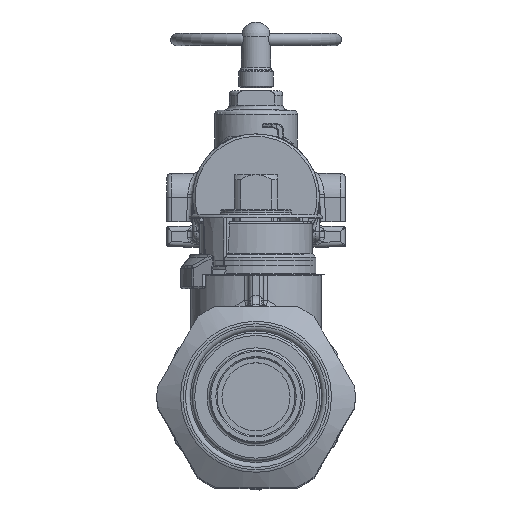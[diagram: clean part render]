
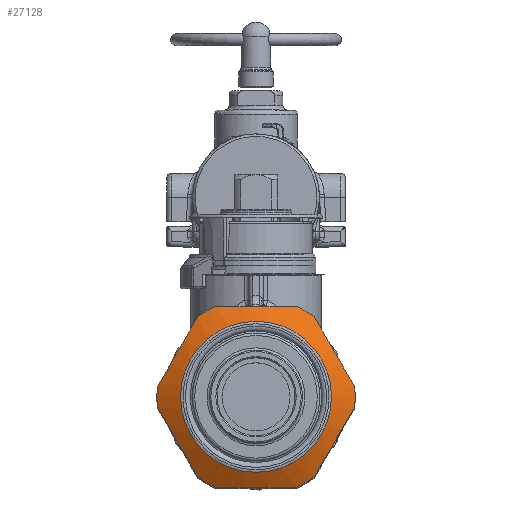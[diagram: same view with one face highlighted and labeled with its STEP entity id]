
A CAD part, top view. The second image highlights one B-rep face of the part: STEP entity #27128.
In plain terms, the highlighted conical face has half-angle 60 degrees and reference radius 17.78 mm.
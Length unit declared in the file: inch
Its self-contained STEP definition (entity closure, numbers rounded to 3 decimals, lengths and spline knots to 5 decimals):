
#70=(
BOUNDED_CURVE()
B_SPLINE_CURVE(2,(#121886,#121887,#121888),.UNSPECIFIED.,.F.,.F.)
B_SPLINE_CURVE_WITH_KNOTS((3,3),(0.,1.67512),.UNSPECIFIED.)
CURVE()
GEOMETRIC_REPRESENTATION_ITEM()
RATIONAL_B_SPLINE_CURVE((1.,1.096,1.))
REPRESENTATION_ITEM('')
);
#71=(
BOUNDED_CURVE()
B_SPLINE_CURVE(2,(#121892,#121893,#121894),.UNSPECIFIED.,.F.,.F.)
B_SPLINE_CURVE_WITH_KNOTS((3,3),(0.,1.67512),.UNSPECIFIED.)
CURVE()
GEOMETRIC_REPRESENTATION_ITEM()
RATIONAL_B_SPLINE_CURVE((1.,1.096,1.))
REPRESENTATION_ITEM('')
);
#72=(
BOUNDED_CURVE()
B_SPLINE_CURVE(2,(#121898,#121899,#121900),.UNSPECIFIED.,.F.,.F.)
B_SPLINE_CURVE_WITH_KNOTS((3,3),(0.,1.67512),.UNSPECIFIED.)
CURVE()
GEOMETRIC_REPRESENTATION_ITEM()
RATIONAL_B_SPLINE_CURVE((1.,1.096,1.))
REPRESENTATION_ITEM('')
);
#73=(
BOUNDED_CURVE()
B_SPLINE_CURVE(2,(#121904,#121905,#121906),.UNSPECIFIED.,.F.,.F.)
B_SPLINE_CURVE_WITH_KNOTS((3,3),(0.,1.67512),.UNSPECIFIED.)
CURVE()
GEOMETRIC_REPRESENTATION_ITEM()
RATIONAL_B_SPLINE_CURVE((1.,1.096,1.))
REPRESENTATION_ITEM('')
);
#74=(
BOUNDED_CURVE()
B_SPLINE_CURVE(2,(#121910,#121911,#121912),.UNSPECIFIED.,.F.,.F.)
B_SPLINE_CURVE_WITH_KNOTS((3,3),(0.,1.67512),.UNSPECIFIED.)
CURVE()
GEOMETRIC_REPRESENTATION_ITEM()
RATIONAL_B_SPLINE_CURVE((1.,1.096,1.))
REPRESENTATION_ITEM('')
);
#75=(
BOUNDED_CURVE()
B_SPLINE_CURVE(2,(#121916,#121917,#121918),.UNSPECIFIED.,.F.,.F.)
B_SPLINE_CURVE_WITH_KNOTS((3,3),(0.,1.67512),.UNSPECIFIED.)
CURVE()
GEOMETRIC_REPRESENTATION_ITEM()
RATIONAL_B_SPLINE_CURVE((1.,1.096,1.))
REPRESENTATION_ITEM('')
);
#1970=CONICAL_SURFACE('',#30106,0.7,1.047);
#3866=FACE_OUTER_BOUND('',#5707,.T.);
#5707=EDGE_LOOP('',(#24885,#24886,#24887,#24888,#24889,#24890,#24891,#24892,
#24893,#24894,#24895,#24896,#24897,#24898,#24899,#24900));
#8533=CIRCLE('',#30103,0.60928);
#8535=CIRCLE('',#30107,0.8);
#8536=CIRCLE('',#30108,0.8);
#8537=CIRCLE('',#30109,0.8);
#8538=CIRCLE('',#30110,0.8);
#8539=CIRCLE('',#30111,0.8);
#8540=CIRCLE('',#30112,0.8);
#8541=CIRCLE('',#30113,0.8);
#9386=LINE('',#121882,#10232);
#10232=VECTOR('',#36615,0.7);
#12594=VERTEX_POINT('',#121874);
#12596=VERTEX_POINT('',#121881);
#12597=VERTEX_POINT('',#121883);
#12598=VERTEX_POINT('',#121885);
#12599=VERTEX_POINT('',#121889);
#12600=VERTEX_POINT('',#121891);
#12601=VERTEX_POINT('',#121895);
#12602=VERTEX_POINT('',#121897);
#12603=VERTEX_POINT('',#121901);
#12604=VERTEX_POINT('',#121903);
#12605=VERTEX_POINT('',#121907);
#12606=VERTEX_POINT('',#121909);
#12607=VERTEX_POINT('',#121913);
#12608=VERTEX_POINT('',#121915);
#16696=EDGE_CURVE('',#12594,#12594,#8533,.T.);
#16698=EDGE_CURVE('',#12594,#12596,#9386,.T.);
#16699=EDGE_CURVE('',#12597,#12596,#8535,.T.);
#16700=EDGE_CURVE('',#12598,#12597,#70,.T.);
#16701=EDGE_CURVE('',#12599,#12598,#8536,.T.);
#16702=EDGE_CURVE('',#12600,#12599,#71,.T.);
#16703=EDGE_CURVE('',#12601,#12600,#8537,.T.);
#16704=EDGE_CURVE('',#12602,#12601,#72,.T.);
#16705=EDGE_CURVE('',#12603,#12602,#8538,.T.);
#16706=EDGE_CURVE('',#12604,#12603,#73,.T.);
#16707=EDGE_CURVE('',#12605,#12604,#8539,.T.);
#16708=EDGE_CURVE('',#12606,#12605,#74,.T.);
#16709=EDGE_CURVE('',#12607,#12606,#8540,.T.);
#16710=EDGE_CURVE('',#12608,#12607,#75,.T.);
#16711=EDGE_CURVE('',#12596,#12608,#8541,.T.);
#24885=ORIENTED_EDGE('',*,*,#16696,.F.);
#24886=ORIENTED_EDGE('',*,*,#16698,.T.);
#24887=ORIENTED_EDGE('',*,*,#16699,.F.);
#24888=ORIENTED_EDGE('',*,*,#16700,.F.);
#24889=ORIENTED_EDGE('',*,*,#16701,.F.);
#24890=ORIENTED_EDGE('',*,*,#16702,.F.);
#24891=ORIENTED_EDGE('',*,*,#16703,.F.);
#24892=ORIENTED_EDGE('',*,*,#16704,.F.);
#24893=ORIENTED_EDGE('',*,*,#16705,.F.);
#24894=ORIENTED_EDGE('',*,*,#16706,.F.);
#24895=ORIENTED_EDGE('',*,*,#16707,.F.);
#24896=ORIENTED_EDGE('',*,*,#16708,.F.);
#24897=ORIENTED_EDGE('',*,*,#16709,.F.);
#24898=ORIENTED_EDGE('',*,*,#16710,.F.);
#24899=ORIENTED_EDGE('',*,*,#16711,.F.);
#24900=ORIENTED_EDGE('',*,*,#16698,.F.);
#27128=ADVANCED_FACE('',(#3866),#1970,.T.);
#30103=AXIS2_PLACEMENT_3D('',#121876,#36607,#36608);
#30106=AXIS2_PLACEMENT_3D('',#121880,#36613,#36614);
#30107=AXIS2_PLACEMENT_3D('',#121884,#36616,#36617);
#30108=AXIS2_PLACEMENT_3D('',#121890,#36618,#36619);
#30109=AXIS2_PLACEMENT_3D('',#121896,#36620,#36621);
#30110=AXIS2_PLACEMENT_3D('',#121902,#36622,#36623);
#30111=AXIS2_PLACEMENT_3D('',#121908,#36624,#36625);
#30112=AXIS2_PLACEMENT_3D('',#121914,#36626,#36627);
#30113=AXIS2_PLACEMENT_3D('',#121919,#36628,#36629);
#36607=DIRECTION('center_axis',(0.,0.,
1.));
#36608=DIRECTION('ref_axis',(-1.,0.,0.));
#36613=DIRECTION('center_axis',(0.,0.,-1.));
#36614=DIRECTION('ref_axis',(1.,0.,0.));
#36615=DIRECTION('',(-0.866,0.,-0.5));
#36616=DIRECTION('center_axis',(0.,0.,-1.));
#36617=DIRECTION('ref_axis',(-1.,0.,0.));
#36618=DIRECTION('center_axis',(0.,0.,-1.));
#36619=DIRECTION('ref_axis',(-1.,0.,0.));
#36620=DIRECTION('center_axis',(0.,0.,-1.));
#36621=DIRECTION('ref_axis',(-1.,0.,0.));
#36622=DIRECTION('center_axis',(0.,0.,-1.));
#36623=DIRECTION('ref_axis',(-1.,0.,0.));
#36624=DIRECTION('center_axis',(0.,0.,-1.));
#36625=DIRECTION('ref_axis',(-1.,0.,0.));
#36626=DIRECTION('center_axis',(0.,0.,-1.));
#36627=DIRECTION('ref_axis',(-1.,0.,0.));
#36628=DIRECTION('center_axis',(0.,0.,-1.));
#36629=DIRECTION('ref_axis',(-1.,0.,0.));
#121874=CARTESIAN_POINT('',(-0.60928,0.,0.62464));
#121876=CARTESIAN_POINT('Origin',(0.,0.,
0.62464));
#121880=CARTESIAN_POINT('Origin',(0.,0.,0.57226));
#121881=CARTESIAN_POINT('',(-0.8,0.,0.51453));
#121882=CARTESIAN_POINT('',(-0.7,0.,0.57226));
#121883=CARTESIAN_POINT('',(-0.79583,-0.08158,0.51453));
#121884=CARTESIAN_POINT('Origin',(0.,0.,0.51453));
#121885=CARTESIAN_POINT('',(-0.46857,-0.64842,0.51453));
#121886=CARTESIAN_POINT('Ctrl Pts',(-0.46857,-0.64842,
0.51453));
#121887=CARTESIAN_POINT('Ctrl Pts',(-0.6322,-0.365,0.59182));
#121888=CARTESIAN_POINT('Ctrl Pts',(-0.79583,-0.08158,
0.51453));
#121889=CARTESIAN_POINT('',(-0.32726,-0.73,0.51453));
#121890=CARTESIAN_POINT('Origin',(0.,0.,0.51453));
#121891=CARTESIAN_POINT('',(0.32726,-0.73,0.51453));
#121892=CARTESIAN_POINT('Ctrl Pts',(0.32726,-0.73,0.51453));
#121893=CARTESIAN_POINT('Ctrl Pts',(0.,-0.73,0.59182));
#121894=CARTESIAN_POINT('Ctrl Pts',(-0.32726,-0.73,0.51453));
#121895=CARTESIAN_POINT('',(0.46857,-0.64842,0.51453));
#121896=CARTESIAN_POINT('Origin',(0.,0.,0.51453));
#121897=CARTESIAN_POINT('',(0.79583,-0.08158,0.51453));
#121898=CARTESIAN_POINT('Ctrl Pts',(0.79583,-0.08158,
0.51453));
#121899=CARTESIAN_POINT('Ctrl Pts',(0.6322,-0.365,
0.59182));
#121900=CARTESIAN_POINT('Ctrl Pts',(0.46857,-0.64842,
0.51453));
#121901=CARTESIAN_POINT('',(0.79583,0.08158,0.51453));
#121902=CARTESIAN_POINT('Origin',(0.,0.,0.51453));
#121903=CARTESIAN_POINT('',(0.46857,0.64842,0.51453));
#121904=CARTESIAN_POINT('Ctrl Pts',(0.46857,0.64842,
0.51453));
#121905=CARTESIAN_POINT('Ctrl Pts',(0.6322,0.365,0.59182));
#121906=CARTESIAN_POINT('Ctrl Pts',(0.79583,0.08158,
0.51453));
#121907=CARTESIAN_POINT('',(0.32726,0.73,0.51453));
#121908=CARTESIAN_POINT('Origin',(0.,0.,0.51453));
#121909=CARTESIAN_POINT('',(-0.32726,0.73,0.51453));
#121910=CARTESIAN_POINT('Ctrl Pts',(-0.32726,0.73,
0.51453));
#121911=CARTESIAN_POINT('Ctrl Pts',(0.,0.73,0.59182));
#121912=CARTESIAN_POINT('Ctrl Pts',(0.32726,0.73,0.51453));
#121913=CARTESIAN_POINT('',(-0.46857,0.64842,0.51453));
#121914=CARTESIAN_POINT('Origin',(0.,0.,0.51453));
#121915=CARTESIAN_POINT('',(-0.79583,0.08158,0.51453));
#121916=CARTESIAN_POINT('Ctrl Pts',(-0.79583,0.08158,
0.51453));
#121917=CARTESIAN_POINT('Ctrl Pts',(-0.6322,0.365,
0.59182));
#121918=CARTESIAN_POINT('Ctrl Pts',(-0.46857,0.64842,
0.51453));
#121919=CARTESIAN_POINT('Origin',(0.,0.,0.51453));
